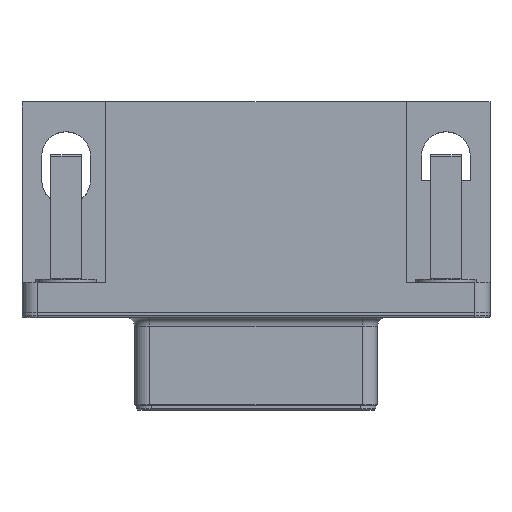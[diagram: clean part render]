
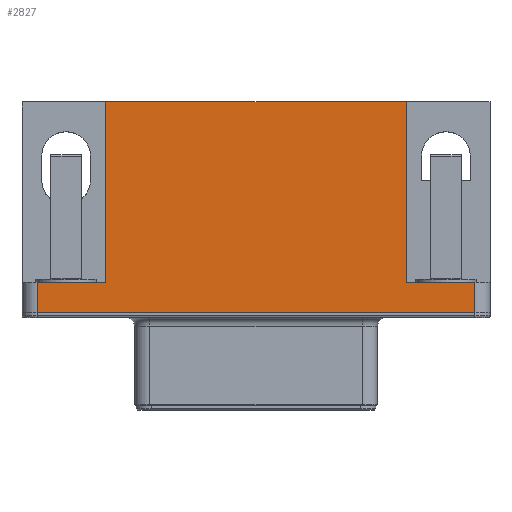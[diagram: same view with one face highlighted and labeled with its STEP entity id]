
A CAD part, top view. The second image highlights one B-rep face of the part: STEP entity #2827.
In plain terms, the highlighted planar face has unit normal (0, 0, 1).
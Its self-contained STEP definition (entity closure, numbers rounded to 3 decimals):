
#2586 = VERTEX_POINT('',#2587);
#2587 = CARTESIAN_POINT('',(-18.408,-12.31,12.5));
#2593 = EDGE_CURVE('',#2594,#2586,#2596,.T.);
#2594 = VERTEX_POINT('',#2595);
#2595 = CARTESIAN_POINT('',(10.393,-12.31,12.5));
#2596 = LINE('',#2597,#2598);
#2597 = CARTESIAN_POINT('',(10.393,-12.31,12.5));
#2598 = VECTOR('',#2599,1.);
#2599 = DIRECTION('',(-1.,0.,0.));
#2827 = ADVANCED_FACE('',(#2828),#2885,.T.);
#2828 = FACE_BOUND('',#2829,.T.);
#2829 = EDGE_LOOP('',(#2830,#2831,#2839,#2847,#2855,#2863,#2871,#2879));
#2830 = ORIENTED_EDGE('',*,*,#2593,.F.);
#2831 = ORIENTED_EDGE('',*,*,#2832,.T.);
#2832 = EDGE_CURVE('',#2594,#2833,#2835,.T.);
#2833 = VERTEX_POINT('',#2834);
#2834 = CARTESIAN_POINT('',(10.393,-10.31,12.5));
#2835 = LINE('',#2836,#2837);
#2836 = CARTESIAN_POINT('',(10.393,-12.31,12.5));
#2837 = VECTOR('',#2838,1.);
#2838 = DIRECTION('',(-0.,1.,0.));
#2839 = ORIENTED_EDGE('',*,*,#2840,.F.);
#2840 = EDGE_CURVE('',#2841,#2833,#2843,.T.);
#2841 = VERTEX_POINT('',#2842);
#2842 = CARTESIAN_POINT('',(5.893,-10.31,12.5));
#2843 = LINE('',#2844,#2845);
#2844 = CARTESIAN_POINT('',(10.393,-10.31,12.5));
#2845 = VECTOR('',#2846,1.);
#2846 = DIRECTION('',(1.,0.,0.));
#2847 = ORIENTED_EDGE('',*,*,#2848,.F.);
#2848 = EDGE_CURVE('',#2849,#2841,#2851,.T.);
#2849 = VERTEX_POINT('',#2850);
#2850 = CARTESIAN_POINT('',(5.893,1.58,12.5));
#2851 = LINE('',#2852,#2853);
#2852 = CARTESIAN_POINT('',(5.893,-11.31,12.5));
#2853 = VECTOR('',#2854,1.);
#2854 = DIRECTION('',(0.,-1.,0.));
#2855 = ORIENTED_EDGE('',*,*,#2856,.T.);
#2856 = EDGE_CURVE('',#2849,#2857,#2859,.T.);
#2857 = VERTEX_POINT('',#2858);
#2858 = CARTESIAN_POINT('',(-13.908,1.58,12.5));
#2859 = LINE('',#2860,#2861);
#2860 = CARTESIAN_POINT('',(11.393,1.58,12.5));
#2861 = VECTOR('',#2862,1.);
#2862 = DIRECTION('',(-1.,0.,0.));
#2863 = ORIENTED_EDGE('',*,*,#2864,.F.);
#2864 = EDGE_CURVE('',#2865,#2857,#2867,.T.);
#2865 = VERTEX_POINT('',#2866);
#2866 = CARTESIAN_POINT('',(-13.908,-10.31,12.5));
#2867 = LINE('',#2868,#2869);
#2868 = CARTESIAN_POINT('',(-13.908,-11.31,12.5));
#2869 = VECTOR('',#2870,1.);
#2870 = DIRECTION('',(0.,1.,0.));
#2871 = ORIENTED_EDGE('',*,*,#2872,.F.);
#2872 = EDGE_CURVE('',#2873,#2865,#2875,.T.);
#2873 = VERTEX_POINT('',#2874);
#2874 = CARTESIAN_POINT('',(-18.408,-10.31,12.5));
#2875 = LINE('',#2876,#2877);
#2876 = CARTESIAN_POINT('',(-3.008,-10.31,12.5));
#2877 = VECTOR('',#2878,1.);
#2878 = DIRECTION('',(1.,0.,0.));
#2879 = ORIENTED_EDGE('',*,*,#2880,.F.);
#2880 = EDGE_CURVE('',#2586,#2873,#2881,.T.);
#2881 = LINE('',#2882,#2883);
#2882 = CARTESIAN_POINT('',(-18.408,-12.31,12.5));
#2883 = VECTOR('',#2884,1.);
#2884 = DIRECTION('',(-0.,1.,0.));
#2885 = PLANE('',#2886);
#2886 = AXIS2_PLACEMENT_3D('',#2887,#2888,#2889);
#2887 = CARTESIAN_POINT('',(11.393,-12.31,12.5));
#2888 = DIRECTION('',(0.,0.,1.));
#2889 = DIRECTION('',(-1.,0.,0.));
